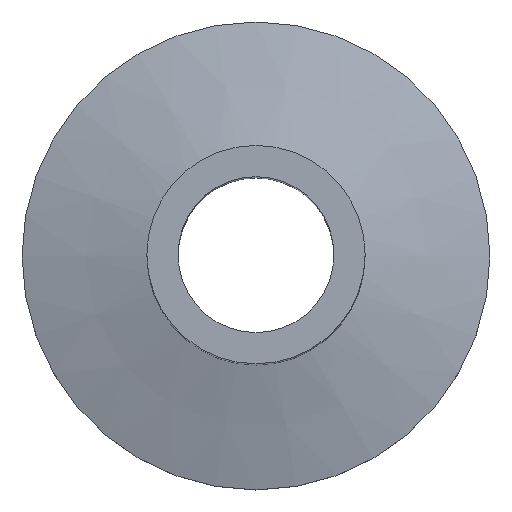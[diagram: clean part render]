
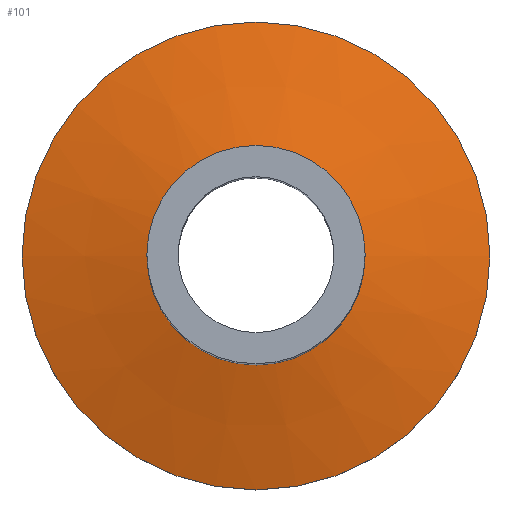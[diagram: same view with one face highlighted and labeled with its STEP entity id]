
A CAD part, top view. The second image highlights one B-rep face of the part: STEP entity #101.
In plain terms, the highlighted conical face has half-angle 75 degrees and reference radius 15 mm.
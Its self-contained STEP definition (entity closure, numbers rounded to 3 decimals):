
#10 = CARTESIAN_POINT ( 'NONE',  ( -7., 0., 5.144 ) ) ;
#11 = VERTEX_POINT ( 'NONE', #10 ) ;
#33 = CARTESIAN_POINT ( 'NONE',  ( 0., 0., 5.144 ) ) ;
#38 = CARTESIAN_POINT ( 'NONE',  ( -15., 0., 3. ) ) ;
#45 = FACE_BOUND ( 'NONE', #79, .T. ) ;
#46 = ORIENTED_EDGE ( 'NONE', *, *, #59, .F. ) ;
#48 = CARTESIAN_POINT ( 'NONE',  ( 0., 0., 3. ) ) ;
#59 = EDGE_CURVE ( 'NONE', #11, #11, #94, .T. ) ;
#65 = DIRECTION ( 'NONE',  ( 0., 0., 1. ) ) ;
#79 = EDGE_LOOP ( 'NONE', ( #46 ) ) ;
#84 = DIRECTION ( 'NONE',  ( -1., 0., 0. ) ) ;
#94 = CIRCLE ( 'NONE', #126, 7. ) ;
#100 = DIRECTION ( 'NONE',  ( 0., 0., -1. ) ) ;
#101 = ADVANCED_FACE ( 'NONE', ( #158, #45 ), #196, .T. ) ;
#111 = ORIENTED_EDGE ( 'NONE', *, *, #164, .T. ) ;
#126 = AXIS2_PLACEMENT_3D ( 'NONE', #33, #65, #180 ) ;
#143 = CIRCLE ( 'NONE', #192, 15. ) ;
#149 = CARTESIAN_POINT ( 'NONE',  ( 0., 0., 3. ) ) ;
#158 = FACE_OUTER_BOUND ( 'NONE', #160, .T. ) ;
#160 = EDGE_LOOP ( 'NONE', ( #111 ) ) ;
#164 = EDGE_CURVE ( 'NONE', #209, #209, #143, .T. ) ;
#180 = DIRECTION ( 'NONE',  ( -1., 0., 0. ) ) ;
#192 = AXIS2_PLACEMENT_3D ( 'NONE', #149, #207, #193 ) ;
#193 = DIRECTION ( 'NONE',  ( -1., 0., 0. ) ) ;
#196 = CONICAL_SURFACE ( 'NONE', #213, 15., 1.309 ) ;
#207 = DIRECTION ( 'NONE',  ( 0., 0., 1. ) ) ;
#209 = VERTEX_POINT ( 'NONE', #38 ) ;
#213 = AXIS2_PLACEMENT_3D ( 'NONE', #48, #100, #84 ) ;
